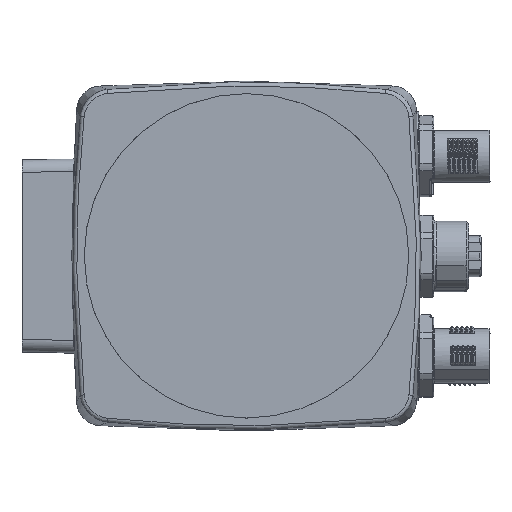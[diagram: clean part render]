
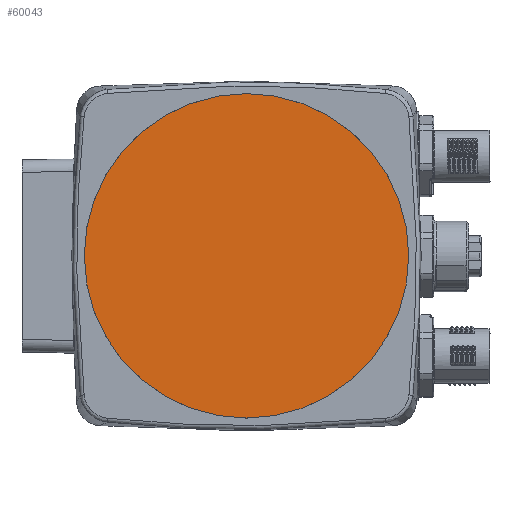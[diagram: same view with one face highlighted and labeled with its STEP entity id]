
A CAD part, top view. The second image highlights one B-rep face of the part: STEP entity #60043.
In plain terms, the highlighted planar face has unit normal (0, 0, 1).
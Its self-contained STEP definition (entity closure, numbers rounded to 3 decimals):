
#19666=CARTESIAN_POINT('',(0.,0.,6.1));
#19667=DIRECTION('',(0.,0.,1.));
#19668=DIRECTION('',(1.,0.,0.));
#19669=AXIS2_PLACEMENT_3D('',#19666,#19667,#19668);
#19675=CARTESIAN_POINT('',(0.,0.,6.1));
#19676=DIRECTION('',(0.,0.,1.));
#19677=DIRECTION('',(-1.,0.,0.));
#19678=AXIS2_PLACEMENT_3D('',#19675,#19676,#19677);
#20751=CARTESIAN_POINT('',(32.519,0.,6.1));
#20752=CARTESIAN_POINT('',(-32.519,0.,6.1));
#20753=VERTEX_POINT('',#20751);
#20754=VERTEX_POINT('',#20752);
#60033=CARTESIAN_POINT('',(0.,0.,6.1));
#60034=DIRECTION('',(0.,0.,-1.));
#60035=DIRECTION('',(-1.,0.,0.));
#60036=AXIS2_PLACEMENT_3D('',#60033,#60034,#60035);
#60037=PLANE('',#60036);
#60038=ORIENTED_EDGE('',*,*,#60016,.F.);
#60040=ORIENTED_EDGE('',*,*,#60039,.F.);
#60041=EDGE_LOOP('',(#60038,#60040));
#60042=FACE_OUTER_BOUND('',#60041,.F.);
#60043=ADVANCED_FACE('',(#60042),#60037,.F.);
#19670=CIRCLE('',#19669,32.519);
#19679=CIRCLE('',#19678,32.519);
#60016=EDGE_CURVE('',#20753,#20754,#19670,.T.);
#60039=EDGE_CURVE('',#20754,#20753,#19679,.T.);
